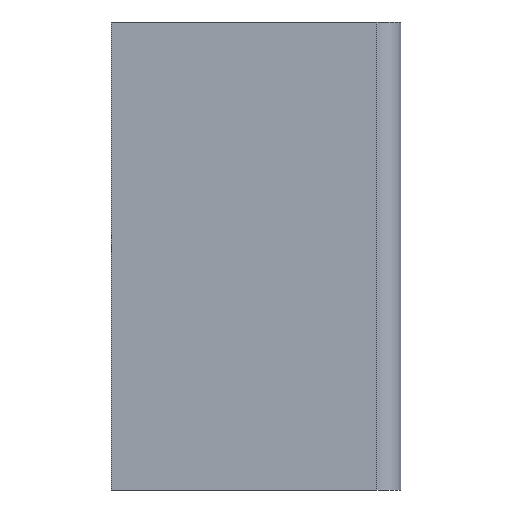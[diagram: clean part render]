
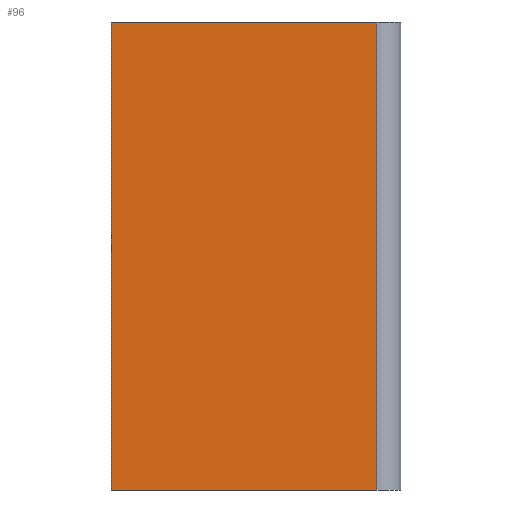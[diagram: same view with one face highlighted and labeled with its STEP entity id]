
A CAD part, left-side view. The second image highlights one B-rep face of the part: STEP entity #96.
In plain terms, the highlighted planar face has unit normal (-1, 0, 0).
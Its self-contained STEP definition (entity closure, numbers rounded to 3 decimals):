
#2 = PLANE ( 'NONE',  #295 ) ;
#35 = VERTEX_POINT ( 'NONE', #384 ) ;
#39 = LINE ( 'NONE', #69, #171 ) ;
#64 = DIRECTION ( 'NONE',  ( 0., -1., 0. ) ) ;
#68 = CARTESIAN_POINT ( 'NONE',  ( 0., -5., 4.4 ) ) ;
#69 = CARTESIAN_POINT ( 'NONE',  ( 0., 0., 4.4 ) ) ;
#70 = ORIENTED_EDGE ( 'NONE', *, *, #73, .T. ) ;
#73 = EDGE_CURVE ( 'NONE', #627, #35, #39, .T. ) ;
#84 = LINE ( 'NONE', #448, #697 ) ;
#96 = ADVANCED_FACE ( 'NONE', ( #331 ), #2, .F. ) ;
#121 = CARTESIAN_POINT ( 'NONE',  ( 0., 0., 4.4 ) ) ;
#130 = CARTESIAN_POINT ( 'NONE',  ( 0., 0., 4.4 ) ) ;
#171 = VECTOR ( 'NONE', #386, 1000. ) ;
#182 = CARTESIAN_POINT ( 'NONE',  ( 0., 0., 4.4 ) ) ;
#196 = LINE ( 'NONE', #182, #505 ) ;
#269 = VECTOR ( 'NONE', #382, 1000. ) ;
#295 = AXIS2_PLACEMENT_3D ( 'NONE', #121, #718, #314 ) ;
#314 = DIRECTION ( 'NONE',  ( 0., 1., 0. ) ) ;
#331 = FACE_OUTER_BOUND ( 'NONE', #576, .T. ) ;
#342 = VERTEX_POINT ( 'NONE', #729 ) ;
#382 = DIRECTION ( 'NONE',  ( 0., -1., 0. ) ) ;
#384 = CARTESIAN_POINT ( 'NONE',  ( 0., 0., -4.4 ) ) ;
#386 = DIRECTION ( 'NONE',  ( 0., 0., -1. ) ) ;
#448 = CARTESIAN_POINT ( 'NONE',  ( 0., -5., 4.4 ) ) ;
#505 = VECTOR ( 'NONE', #64, 1000. ) ;
#508 = DIRECTION ( 'NONE',  ( 0., 0., -1. ) ) ;
#523 = ORIENTED_EDGE ( 'NONE', *, *, #662, .F. ) ;
#540 = EDGE_CURVE ( 'NONE', #627, #563, #196, .T. ) ;
#563 = VERTEX_POINT ( 'NONE', #68 ) ;
#576 = EDGE_LOOP ( 'NONE', ( #645, #523, #650, #70 ) ) ;
#627 = VERTEX_POINT ( 'NONE', #130 ) ;
#630 = EDGE_CURVE ( 'NONE', #35, #342, #735, .T. ) ;
#645 = ORIENTED_EDGE ( 'NONE', *, *, #630, .T. ) ;
#650 = ORIENTED_EDGE ( 'NONE', *, *, #540, .F. ) ;
#662 = EDGE_CURVE ( 'NONE', #563, #342, #84, .T. ) ;
#675 = CARTESIAN_POINT ( 'NONE',  ( 0., 0., -4.4 ) ) ;
#697 = VECTOR ( 'NONE', #508, 1000. ) ;
#718 = DIRECTION ( 'NONE',  ( 1., 0., 0. ) ) ;
#729 = CARTESIAN_POINT ( 'NONE',  ( 0., -5., -4.4 ) ) ;
#735 = LINE ( 'NONE', #675, #269 ) ;
